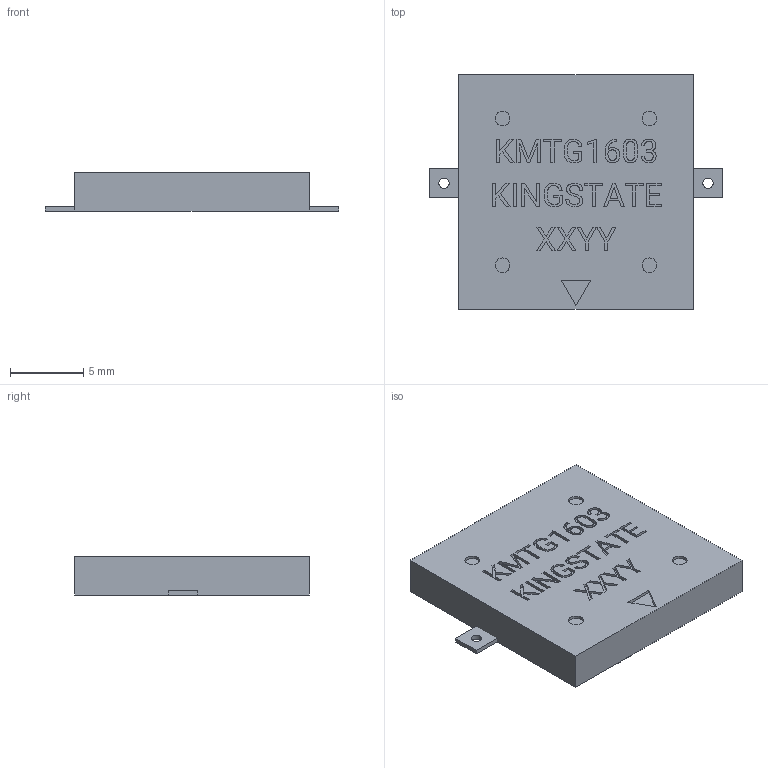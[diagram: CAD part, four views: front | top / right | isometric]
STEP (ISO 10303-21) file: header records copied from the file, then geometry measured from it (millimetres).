
FILE_DESCRIPTION (( 'STEP AP203' ), '1' );
FILE_NAME ('KMTG103.STEP', '2017-06-04T22:20:15', ( '' ), ( '' ), 'SwSTEP 2.0', 'SolidWorks 2016', '' );
FILE_SCHEMA (( 'CONFIG_CONTROL_DESIGN' ));
Length unit declared in the file: millimetre
Products named in the file (3): KMTG103; Pièce1; Pièce2
Assembly tree (3 placements, depth 2):
  KMTG103
    Pièce1
    Pièce2  x2
Bounding box: 20 x 16 x 2.61 mm (x, y, z)
Volume: 667.2 mm3; surface area: 758.4 mm2
Topology: 3 solids, 3 shells, 298 faces, 789 edges, 526 vertices
Faces by surface type: plane 231, bspline 55, cylinder 12
Entity records: 12870 total; most frequent: CARTESIAN_POINT 5660, ORIENTED_EDGE 1542, DIRECTION 1163, EDGE_CURVE 771, LINE 641, VECTOR 641, VERTEX_POINT 514, EDGE_LOOP 321
